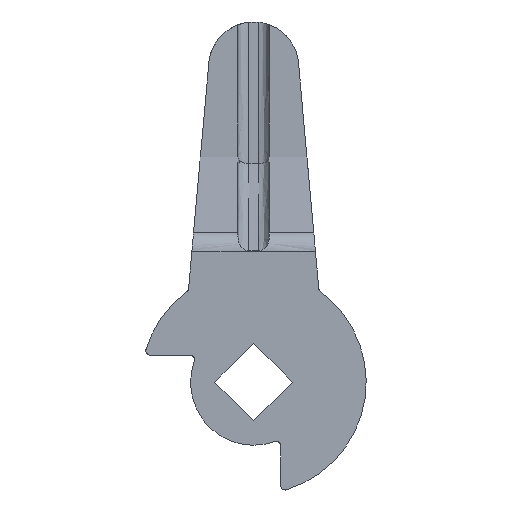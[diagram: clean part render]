
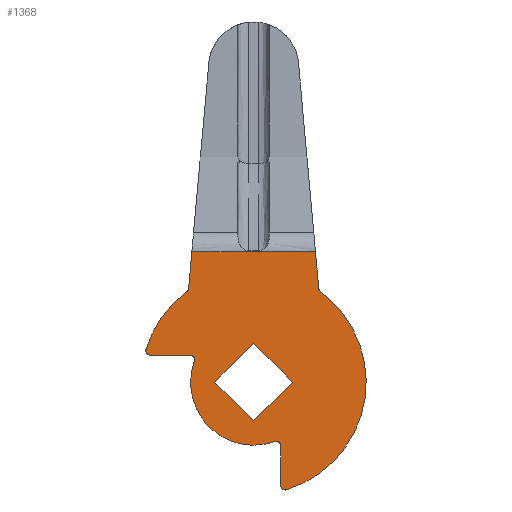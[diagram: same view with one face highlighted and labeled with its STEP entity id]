
A CAD part, front view. The second image highlights one B-rep face of the part: STEP entity #1368.
In plain terms, the highlighted free-form (B-spline) face has degree [1, 1] with [2, 2] control points.
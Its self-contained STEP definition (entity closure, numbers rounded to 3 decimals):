
#1068=CARTESIAN_POINT('',(4.313,0.0,0.0));
#1069=VERTEX_POINT('',#1068);
#1075=CARTESIAN_POINT('',(0.0,0.0,4.313));
#1076=VERTEX_POINT('',#1075);
#1077=CARTESIAN_POINT('',(4.313,0.0,0.0));
#1078=CARTESIAN_POINT('',(0.0,0.0,4.313));
#1079=QUASI_UNIFORM_CURVE('',1,(#1077,#1078),.UNSPECIFIED.,.F.,.U.);
#1080=EDGE_CURVE('',#1069,#1076,#1079,.T.);
#1104=CARTESIAN_POINT('',(0.0,0.0,-4.313));
#1105=VERTEX_POINT('',#1104);
#1111=CARTESIAN_POINT('',(0.0,0.0,-4.313));
#1112=CARTESIAN_POINT('',(4.313,0.0,0.0));
#1113=QUASI_UNIFORM_CURVE('',1,(#1111,#1112),.UNSPECIFIED.,.F.,.U.);
#1114=EDGE_CURVE('',#1105,#1069,#1113,.T.);
#1132=CARTESIAN_POINT('',(-4.313,0.0,0.0));
#1133=VERTEX_POINT('',#1132);
#1139=CARTESIAN_POINT('',(-4.313,0.0,0.0));
#1140=CARTESIAN_POINT('',(0.0,0.0,-4.313));
#1141=QUASI_UNIFORM_CURVE('',1,(#1139,#1140),.UNSPECIFIED.,.F.,.U.);
#1142=EDGE_CURVE('',#1133,#1105,#1141,.T.);
#1159=CARTESIAN_POINT('',(0.0,0.0,4.313));
#1160=CARTESIAN_POINT('',(-4.313,0.0,0.0));
#1161=QUASI_UNIFORM_CURVE('',1,(#1159,#1160),.UNSPECIFIED.,.F.,.U.);
#1162=EDGE_CURVE('',#1076,#1133,#1161,.T.);
#1173=CARTESIAN_POINT('',(-13.201,0.0,-13.301));
#1174=CARTESIAN_POINT('',(-13.201,0.0,15.823));
#1175=CARTESIAN_POINT('',(13.719,0.0,-13.301));
#1176=CARTESIAN_POINT('',(13.719,0.0,15.823));
#1177=B_SPLINE_SURFACE_WITH_KNOTS('',1,1,((#1173,#1175),(#1174,#1176)),.UNSPECIFIED.,.F.,.F.,.U.,(2,2),(2,2),(0.0,29.123),(0.0,26.92),.UNSPECIFIED.);
#1178=CARTESIAN_POINT('',(7.23,0.0,10.408));
#1179=VERTEX_POINT('',#1178);
#1180=CARTESIAN_POINT('',(6.862,0.0,14.5));
#1181=VERTEX_POINT('',#1180);
#1182=CARTESIAN_POINT('',(7.23,0.0,10.408));
#1183=CARTESIAN_POINT('',(6.862,0.0,14.5));
#1184=QUASI_UNIFORM_CURVE('',1,(#1182,#1183),.UNSPECIFIED.,.F.,.U.);
#1185=EDGE_CURVE('',#1179,#1181,#1184,.T.);
#1186=ORIENTED_EDGE('',*,*,#1185,.T.);
#1187=CARTESIAN_POINT('',(-6.862,0.0,14.5));
#1188=VERTEX_POINT('',#1187);
#1189=CARTESIAN_POINT('',(6.862,0.0,14.5));
#1190=CARTESIAN_POINT('',(-6.862,0.0,14.5));
#1191=QUASI_UNIFORM_CURVE('',1,(#1189,#1190),.UNSPECIFIED.,.F.,.U.);
#1192=EDGE_CURVE('',#1181,#1188,#1191,.T.);
#1193=ORIENTED_EDGE('',*,*,#1192,.T.);
#1194=CARTESIAN_POINT('',(-7.229,0.0,10.412));
#1195=VERTEX_POINT('',#1194);
#1196=CARTESIAN_POINT('',(-6.862,0.0,14.5));
#1197=CARTESIAN_POINT('',(-7.229,0.0,10.412));
#1198=QUASI_UNIFORM_CURVE('',1,(#1196,#1197),.UNSPECIFIED.,.F.,.U.);
#1199=EDGE_CURVE('',#1188,#1195,#1198,.T.);
#1200=ORIENTED_EDGE('',*,*,#1199,.T.);
#1201=CARTESIAN_POINT('',(-7.43,0.0,10.052));
#1202=VERTEX_POINT('',#1201);
#1203=CARTESIAN_POINT('',(-7.43,0.0,10.052));
#1204=CARTESIAN_POINT('',(-7.248,0.0,10.186));
#1205=CARTESIAN_POINT('',(-7.229,0.0,10.412));
#1213=(BOUNDED_CURVE()B_SPLINE_CURVE(2,(#1203,#1204,#1205),.UNSPECIFIED.,.F.,.U.)CURVE()GEOMETRIC_REPRESENTATION_ITEM()QUASI_UNIFORM_CURVE()RATIONAL_B_SPLINE_CURVE((1.0,0.911,1.0))REPRESENTATION_ITEM(''));
#1214=EDGE_CURVE('',#1202,#1195,#1213,.T.);
#1215=ORIENTED_EDGE('',*,*,#1214,.F.);
#1216=CARTESIAN_POINT('',(-11.957,0.0,3.646));
#1217=VERTEX_POINT('',#1216);
#1218=CARTESIAN_POINT('',(-7.43,0.0,10.052));
#1219=CARTESIAN_POINT('',(-10.752,0.0,7.597));
#1220=CARTESIAN_POINT('',(-11.957,0.0,3.646));
#1228=(BOUNDED_CURVE()B_SPLINE_CURVE(2,(#1218,#1219,#1220),.UNSPECIFIED.,.F.,.U.)CURVE()GEOMETRIC_REPRESENTATION_ITEM()QUASI_UNIFORM_CURVE()RATIONAL_B_SPLINE_CURVE((1.0,0.95,1.0))REPRESENTATION_ITEM(''));
#1229=EDGE_CURVE('',#1202,#1217,#1228,.T.);
#1230=ORIENTED_EDGE('',*,*,#1229,.T.);
#1231=CARTESIAN_POINT('',(-11.478,0.0,3.));
#1232=VERTEX_POINT('',#1231);
#1233=CARTESIAN_POINT('',(-11.957,0.0,3.646));
#1234=CARTESIAN_POINT('',(-12.03,0.0,3.405));
#1235=CARTESIAN_POINT('',(-11.88,0.0,3.202));
#1236=CARTESIAN_POINT('',(-11.73,0.0,3.));
#1237=CARTESIAN_POINT('',(-11.478,0.0,3.));
#1245=(BOUNDED_CURVE()B_SPLINE_CURVE(2,(#1233,#1234,#1235,#1236,#1237),.UNSPECIFIED.,.F.,.U.)B_SPLINE_CURVE_WITH_KNOTS((3,2,3),(0.0,0.5,1.0),.UNSPECIFIED.)CURVE()GEOMETRIC_REPRESENTATION_ITEM()RATIONAL_B_SPLINE_CURVE((1.0,0.893,1.0,0.893,1.0))REPRESENTATION_ITEM(''));
#1246=EDGE_CURVE('',#1217,#1232,#1245,.T.);
#1247=ORIENTED_EDGE('',*,*,#1246,.T.);
#1248=CARTESIAN_POINT('',(-7.071,0.0,3.));
#1249=VERTEX_POINT('',#1248);
#1250=CARTESIAN_POINT('',(-11.478,0.0,3.));
#1251=CARTESIAN_POINT('',(-7.071,0.0,3.));
#1252=QUASI_UNIFORM_CURVE('',1,(#1250,#1251),.UNSPECIFIED.,.F.,.U.);
#1253=EDGE_CURVE('',#1232,#1249,#1252,.T.);
#1254=ORIENTED_EDGE('',*,*,#1253,.T.);
#1255=CARTESIAN_POINT('',(-6.6,0.0,2.333));
#1256=VERTEX_POINT('',#1255);
#1257=CARTESIAN_POINT('',(-6.6,0.0,2.333));
#1258=CARTESIAN_POINT('',(-6.513,0.0,2.577));
#1259=CARTESIAN_POINT('',(-6.663,0.0,2.789));
#1260=CARTESIAN_POINT('',(-6.812,0.0,3.));
#1261=CARTESIAN_POINT('',(-7.071,0.0,3.));
#1269=(BOUNDED_CURVE()B_SPLINE_CURVE(2,(#1257,#1258,#1259,#1260,#1261),.UNSPECIFIED.,.F.,.U.)B_SPLINE_CURVE_WITH_KNOTS((3,2,3),(0.0,0.5,1.0),.UNSPECIFIED.)CURVE()GEOMETRIC_REPRESENTATION_ITEM()RATIONAL_B_SPLINE_CURVE((1.0,0.888,1.0,0.888,1.0))REPRESENTATION_ITEM(''));
#1270=EDGE_CURVE('',#1256,#1249,#1269,.T.);
#1271=ORIENTED_EDGE('',*,*,#1270,.F.);
#1272=CARTESIAN_POINT('',(2.333,0.0,-6.6));
#1273=VERTEX_POINT('',#1272);
#1274=CARTESIAN_POINT('',(-6.6,0.0,2.333));
#1275=CARTESIAN_POINT('',(-8.071,0.0,-1.828));
#1276=CARTESIAN_POINT('',(-4.95,0.0,-4.95));
#1277=CARTESIAN_POINT('',(-1.828,0.0,-8.071));
#1278=CARTESIAN_POINT('',(2.333,0.0,-6.6));
#1286=(BOUNDED_CURVE()B_SPLINE_CURVE(2,(#1274,#1275,#1276,#1277,#1278),.UNSPECIFIED.,.F.,.U.)B_SPLINE_CURVE_WITH_KNOTS((3,2,3),(0.0,0.5,1.0),.UNSPECIFIED.)CURVE()GEOMETRIC_REPRESENTATION_ITEM()RATIONAL_B_SPLINE_CURVE((1.0,0.846,1.0,0.846,1.0))REPRESENTATION_ITEM(''));
#1287=EDGE_CURVE('',#1256,#1273,#1286,.T.);
#1288=ORIENTED_EDGE('',*,*,#1287,.T.);
#1289=CARTESIAN_POINT('',(3.0,0.0,-7.071));
#1290=VERTEX_POINT('',#1289);
#1291=CARTESIAN_POINT('',(3.0,0.0,-7.071));
#1292=CARTESIAN_POINT('',(3.,0.0,-6.812));
#1293=CARTESIAN_POINT('',(2.789,0.0,-6.663));
#1294=CARTESIAN_POINT('',(2.577,0.0,-6.513));
#1295=CARTESIAN_POINT('',(2.333,0.0,-6.6));
#1303=(BOUNDED_CURVE()B_SPLINE_CURVE(2,(#1291,#1292,#1293,#1294,#1295),.UNSPECIFIED.,.F.,.U.)B_SPLINE_CURVE_WITH_KNOTS((3,2,3),(0.0,0.5,1.0),.UNSPECIFIED.)CURVE()GEOMETRIC_REPRESENTATION_ITEM()RATIONAL_B_SPLINE_CURVE((1.0,0.888,1.0,0.888,1.0))REPRESENTATION_ITEM(''));
#1304=EDGE_CURVE('',#1290,#1273,#1303,.T.);
#1305=ORIENTED_EDGE('',*,*,#1304,.F.);
#1306=CARTESIAN_POINT('',(3.,0.0,-11.478));
#1307=VERTEX_POINT('',#1306);
#1308=CARTESIAN_POINT('',(3.0,0.0,-7.071));
#1309=CARTESIAN_POINT('',(3.,0.0,-11.478));
#1310=QUASI_UNIFORM_CURVE('',1,(#1308,#1309),.UNSPECIFIED.,.F.,.U.);
#1311=EDGE_CURVE('',#1290,#1307,#1310,.T.);
#1312=ORIENTED_EDGE('',*,*,#1311,.T.);
#1313=CARTESIAN_POINT('',(3.646,0.0,-11.957));
#1314=VERTEX_POINT('',#1313);
#1315=CARTESIAN_POINT('',(3.,0.0,-11.478));
#1316=CARTESIAN_POINT('',(3.0,0.0,-11.73));
#1317=CARTESIAN_POINT('',(3.202,0.0,-11.88));
#1318=CARTESIAN_POINT('',(3.405,0.0,-12.03));
#1319=CARTESIAN_POINT('',(3.646,0.0,-11.957));
#1327=(BOUNDED_CURVE()B_SPLINE_CURVE(2,(#1315,#1316,#1317,#1318,#1319),.UNSPECIFIED.,.F.,.U.)B_SPLINE_CURVE_WITH_KNOTS((3,2,3),(0.0,0.5,1.0),.UNSPECIFIED.)CURVE()GEOMETRIC_REPRESENTATION_ITEM()RATIONAL_B_SPLINE_CURVE((1.0,0.893,1.0,0.893,1.0))REPRESENTATION_ITEM(''));
#1328=EDGE_CURVE('',#1307,#1314,#1327,.T.);
#1329=ORIENTED_EDGE('',*,*,#1328,.T.);
#1330=CARTESIAN_POINT('',(7.43,0.0,10.052));
#1331=VERTEX_POINT('',#1330);
#1332=CARTESIAN_POINT('',(3.646,0.0,-11.957));
#1333=CARTESIAN_POINT('',(11.014,0.0,-9.71));
#1334=CARTESIAN_POINT('',(12.319,0.0,-2.118));
#1335=CARTESIAN_POINT('',(13.625,0.0,5.473));
#1336=CARTESIAN_POINT('',(7.43,0.0,10.052));
#1344=(BOUNDED_CURVE()B_SPLINE_CURVE(2,(#1332,#1333,#1334,#1335,#1336),.UNSPECIFIED.,.F.,.U.)B_SPLINE_CURVE_WITH_KNOTS((3,2,3),(0.0,0.5,1.0),.UNSPECIFIED.)CURVE()GEOMETRIC_REPRESENTATION_ITEM()RATIONAL_B_SPLINE_CURVE((1.0,0.851,1.0,0.851,1.0))REPRESENTATION_ITEM(''));
#1345=EDGE_CURVE('',#1314,#1331,#1344,.T.);
#1346=ORIENTED_EDGE('',*,*,#1345,.T.);
#1347=CARTESIAN_POINT('',(7.23,0.0,10.408));
#1348=CARTESIAN_POINT('',(7.25,0.0,10.185));
#1349=CARTESIAN_POINT('',(7.43,0.0,10.052));
#1357=(BOUNDED_CURVE()B_SPLINE_CURVE(2,(#1347,#1348,#1349),.UNSPECIFIED.,.F.,.U.)CURVE()GEOMETRIC_REPRESENTATION_ITEM()QUASI_UNIFORM_CURVE()RATIONAL_B_SPLINE_CURVE((1.0,0.913,1.0))REPRESENTATION_ITEM(''));
#1358=EDGE_CURVE('',#1179,#1331,#1357,.T.);
#1359=ORIENTED_EDGE('',*,*,#1358,.F.);
#1360=EDGE_LOOP('',(#1186,#1193,#1200,#1215,#1230,#1247,#1254,#1271,#1288,#1305,#1312,#1329,#1346,#1359));
#1361=FACE_OUTER_BOUND('',#1360,.T.);
#1362=ORIENTED_EDGE('',*,*,#1142,.F.);
#1363=ORIENTED_EDGE('',*,*,#1162,.F.);
#1364=ORIENTED_EDGE('',*,*,#1080,.F.);
#1365=ORIENTED_EDGE('',*,*,#1114,.F.);
#1366=EDGE_LOOP('',(#1362,#1363,#1364,#1365));
#1367=FACE_BOUND('',#1366,.T.);
#1368=ADVANCED_FACE('',(#1361,#1367),#1177,.F.);
